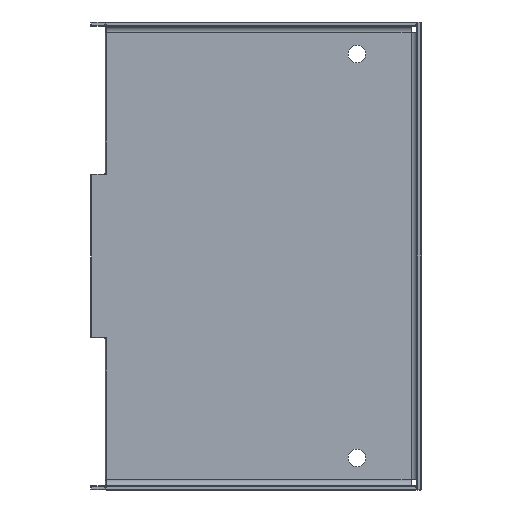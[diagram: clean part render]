
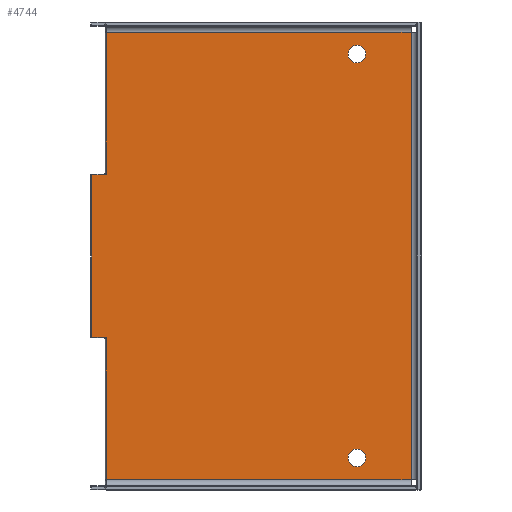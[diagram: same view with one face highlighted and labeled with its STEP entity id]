
A CAD part, front view. The second image highlights one B-rep face of the part: STEP entity #4744.
In plain terms, the highlighted planar face has unit normal (0, -1, 0).
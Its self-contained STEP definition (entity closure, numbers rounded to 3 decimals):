
#43 = VECTOR ( 'NONE', #5241, 1000. ) ;
#186 = CARTESIAN_POINT ( 'NONE',  ( 0.15, -0.75, -38.25 ) ) ;
#251 = LINE ( 'NONE', #4274, #43 ) ;
#439 = DIRECTION ( 'NONE',  ( 0., 0., 1. ) ) ;
#521 = CIRCLE ( 'NONE', #7811, 0.3 ) ;
#662 = AXIS2_PLACEMENT_3D ( 'NONE', #11851, #6164, #439 ) ;
#666 = CARTESIAN_POINT ( 'NONE',  ( -2.5, -0.75, 13.85 ) ) ;
#836 = DIRECTION ( 'NONE',  ( 0., 0., 1. ) ) ;
#904 = VERTEX_POINT ( 'NONE', #4470 ) ;
#905 = AXIS2_PLACEMENT_3D ( 'NONE', #9719, #11632, #5962 ) ;
#1179 = ORIENTED_EDGE ( 'NONE', *, *, #1628, .F. ) ;
#1226 = CARTESIAN_POINT ( 'NONE',  ( 0.15, -0.75, 14. ) ) ;
#1571 = CIRCLE ( 'NONE', #8880, 1.5 ) ;
#1628 = EDGE_CURVE ( 'NONE', #4825, #6757, #1868, .T. ) ;
#1636 = DIRECTION ( 'NONE',  ( -1., 0., 0. ) ) ;
#1710 = CIRCLE ( 'NONE', #7471, 1.5 ) ;
#1721 = EDGE_CURVE ( 'NONE', #10828, #3884, #1710, .T. ) ;
#1821 = VECTOR ( 'NONE', #10234, 1000. ) ;
#1868 = LINE ( 'NONE', #9678, #1821 ) ;
#1913 = CARTESIAN_POINT ( 'NONE',  ( 43., -0.75, -33. ) ) ;
#1948 = AXIS2_PLACEMENT_3D ( 'NONE', #12240, #6556, #836 ) ;
#1991 = EDGE_CURVE ( 'NONE', #12127, #4825, #251, .T. ) ;
#2246 = VERTEX_POINT ( 'NONE', #12397 ) ;
#2478 = CARTESIAN_POINT ( 'NONE',  ( -2.35, -0.75, 13.85 ) ) ;
#2489 = LINE ( 'NONE', #11582, #2549 ) ;
#2495 = VECTOR ( 'NONE', #6465, 1000. ) ;
#2549 = VECTOR ( 'NONE', #10605, 1000. ) ;
#2639 = CARTESIAN_POINT ( 'NONE',  ( 0.15, -0.75, -38.25 ) ) ;
#2676 = LINE ( 'NONE', #666, #7136 ) ;
#2841 = DIRECTION ( 'NONE',  ( 0., -1., 0. ) ) ;
#2877 = CARTESIAN_POINT ( 'NONE',  ( 0.15, -0.75, 38.25 ) ) ;
#3222 = LINE ( 'NONE', #5542, #2495 ) ;
#3270 = EDGE_CURVE ( 'NONE', #904, #2246, #3222, .T. ) ;
#3463 = CARTESIAN_POINT ( 'NONE',  ( 43., -0.75, 36. ) ) ;
#3552 = EDGE_CURVE ( 'NONE', #9606, #4199, #7578, .T. ) ;
#3586 = CARTESIAN_POINT ( 'NONE',  ( -0.15, -0.75, 13.85 ) ) ;
#3818 = ORIENTED_EDGE ( 'NONE', *, *, #6193, .T. ) ;
#3884 = VERTEX_POINT ( 'NONE', #5573 ) ;
#3911 = AXIS2_PLACEMENT_3D ( 'NONE', #8536, #2841, #9482 ) ;
#3915 = ORIENTED_EDGE ( 'NONE', *, *, #3552, .T. ) ;
#3948 = CARTESIAN_POINT ( 'NONE',  ( 43., -0.75, -34.5 ) ) ;
#3997 = EDGE_LOOP ( 'NONE', ( #3818, #3915, #9554, #9996, #8927, #9440, #7914, #8936, #1179, #6550 ) ) ;
#4199 = VERTEX_POINT ( 'NONE', #6182 ) ;
#4274 = CARTESIAN_POINT ( 'NONE',  ( 52.25, -0.75, 38.25 ) ) ;
#4277 = EDGE_LOOP ( 'NONE', ( #6462, #8650 ) ) ;
#4304 = VERTEX_POINT ( 'NONE', #3463 ) ;
#4308 = DIRECTION ( 'NONE',  ( 0., -1., 0. ) ) ;
#4414 = EDGE_CURVE ( 'NONE', #11279, #10549, #2676, .T. ) ;
#4470 = CARTESIAN_POINT ( 'NONE',  ( -2.35, -0.75, -13.85 ) ) ;
#4744 = ADVANCED_FACE ( 'NONE', ( #5741, #11070, #7670 ), #10663, .F. ) ;
#4825 = VERTEX_POINT ( 'NONE', #5078 ) ;
#4903 = DIRECTION ( 'NONE',  ( 0., 0., 1. ) ) ;
#4991 = EDGE_CURVE ( 'NONE', #9561, #4304, #6661, .T. ) ;
#5024 = VECTOR ( 'NONE', #5968, 1000. ) ;
#5078 = CARTESIAN_POINT ( 'NONE',  ( 52.25, -0.75, -38.25 ) ) ;
#5196 = LINE ( 'NONE', #2639, #11710 ) ;
#5241 = DIRECTION ( 'NONE',  ( 0., 0., -1. ) ) ;
#5537 = EDGE_CURVE ( 'NONE', #12361, #6757, #5196, .T. ) ;
#5542 = CARTESIAN_POINT ( 'NONE',  ( 0., -0.75, -13.85 ) ) ;
#5573 = CARTESIAN_POINT ( 'NONE',  ( 43., -0.75, -36. ) ) ;
#5741 = FACE_OUTER_BOUND ( 'NONE', #3997, .T. ) ;
#5962 = DIRECTION ( 'NONE',  ( 0., 0., 1. ) ) ;
#5968 = DIRECTION ( 'NONE',  ( 0., 0., -1. ) ) ;
#6164 = DIRECTION ( 'NONE',  ( 0., 1., 0. ) ) ;
#6182 = CARTESIAN_POINT ( 'NONE',  ( 0.15, -0.75, 14.15 ) ) ;
#6193 = EDGE_CURVE ( 'NONE', #12127, #9606, #2489, .T. ) ;
#6462 = ORIENTED_EDGE ( 'NONE', *, *, #1721, .T. ) ;
#6465 = DIRECTION ( 'NONE',  ( 1., 0., 0. ) ) ;
#6550 = ORIENTED_EDGE ( 'NONE', *, *, #1991, .F. ) ;
#6556 = DIRECTION ( 'NONE',  ( 0., 1., 0. ) ) ;
#6661 = CIRCLE ( 'NONE', #1948, 1.5 ) ;
#6757 = VERTEX_POINT ( 'NONE', #186 ) ;
#7136 = VECTOR ( 'NONE', #1636, 1000. ) ;
#7471 = AXIS2_PLACEMENT_3D ( 'NONE', #7590, #7548, #7507 ) ;
#7507 = DIRECTION ( 'NONE',  ( 0., 0., 1. ) ) ;
#7548 = DIRECTION ( 'NONE',  ( 0., 1., 0. ) ) ;
#7578 = LINE ( 'NONE', #1226, #8469 ) ;
#7590 = CARTESIAN_POINT ( 'NONE',  ( 43., -0.75, -34.5 ) ) ;
#7670 = FACE_BOUND ( 'NONE', #4277, .T. ) ;
#7811 = AXIS2_PLACEMENT_3D ( 'NONE', #9992, #4308, #10946 ) ;
#7914 = ORIENTED_EDGE ( 'NONE', *, *, #8793, .F. ) ;
#8469 = VECTOR ( 'NONE', #8855, 1000. ) ;
#8536 = CARTESIAN_POINT ( 'NONE',  ( -0.15, -0.75, 14.15 ) ) ;
#8630 = CARTESIAN_POINT ( 'NONE',  ( 52.25, -0.75, 38.25 ) ) ;
#8650 = ORIENTED_EDGE ( 'NONE', *, *, #10883, .T. ) ;
#8793 = EDGE_CURVE ( 'NONE', #12361, #2246, #521, .T. ) ;
#8855 = DIRECTION ( 'NONE',  ( 0., 0., -1. ) ) ;
#8880 = AXIS2_PLACEMENT_3D ( 'NONE', #3948, #10563, #4903 ) ;
#8922 = CARTESIAN_POINT ( 'NONE',  ( -2.35, -0.75, -14. ) ) ;
#8927 = ORIENTED_EDGE ( 'NONE', *, *, #11564, .T. ) ;
#8936 = ORIENTED_EDGE ( 'NONE', *, *, #5537, .T. ) ;
#9393 = CARTESIAN_POINT ( 'NONE',  ( 43., -0.75, 33. ) ) ;
#9440 = ORIENTED_EDGE ( 'NONE', *, *, #3270, .T. ) ;
#9465 = CIRCLE ( 'NONE', #3911, 0.3 ) ;
#9482 = DIRECTION ( 'NONE',  ( 0., 0., 1. ) ) ;
#9554 = ORIENTED_EDGE ( 'NONE', *, *, #9577, .F. ) ;
#9561 = VERTEX_POINT ( 'NONE', #9393 ) ;
#9577 = EDGE_CURVE ( 'NONE', #11279, #4199, #9465, .T. ) ;
#9606 = VERTEX_POINT ( 'NONE', #2877 ) ;
#9678 = CARTESIAN_POINT ( 'NONE',  ( 53.25, -0.75, -38.25 ) ) ;
#9719 = CARTESIAN_POINT ( 'NONE',  ( 53.25, -0.75, 40. ) ) ;
#9992 = CARTESIAN_POINT ( 'NONE',  ( -0.15, -0.75, -14.15 ) ) ;
#9996 = ORIENTED_EDGE ( 'NONE', *, *, #4414, .T. ) ;
#10199 = DIRECTION ( 'NONE',  ( 0., 0., -1. ) ) ;
#10234 = DIRECTION ( 'NONE',  ( -1., 0., 0. ) ) ;
#10549 = VERTEX_POINT ( 'NONE', #2478 ) ;
#10563 = DIRECTION ( 'NONE',  ( 0., 1., 0. ) ) ;
#10605 = DIRECTION ( 'NONE',  ( -1., 0., 0. ) ) ;
#10613 = CIRCLE ( 'NONE', #662, 1.5 ) ;
#10663 = PLANE ( 'NONE',  #905 ) ;
#10828 = VERTEX_POINT ( 'NONE', #1913 ) ;
#10883 = EDGE_CURVE ( 'NONE', #3884, #10828, #1571, .T. ) ;
#10909 = ORIENTED_EDGE ( 'NONE', *, *, #4991, .T. ) ;
#10946 = DIRECTION ( 'NONE',  ( 0., 0., 1. ) ) ;
#11070 = FACE_BOUND ( 'NONE', #11381, .T. ) ;
#11279 = VERTEX_POINT ( 'NONE', #3586 ) ;
#11381 = EDGE_LOOP ( 'NONE', ( #11842, #10909 ) ) ;
#11564 = EDGE_CURVE ( 'NONE', #10549, #904, #11801, .T. ) ;
#11582 = CARTESIAN_POINT ( 'NONE',  ( 53.25, -0.75, 38.25 ) ) ;
#11632 = DIRECTION ( 'NONE',  ( 0., 1., 0. ) ) ;
#11710 = VECTOR ( 'NONE', #10199, 1000. ) ;
#11801 = LINE ( 'NONE', #8922, #5024 ) ;
#11803 = CARTESIAN_POINT ( 'NONE',  ( 0.15, -0.75, -14.15 ) ) ;
#11842 = ORIENTED_EDGE ( 'NONE', *, *, #12370, .T. ) ;
#11851 = CARTESIAN_POINT ( 'NONE',  ( 43., -0.75, 34.5 ) ) ;
#12127 = VERTEX_POINT ( 'NONE', #8630 ) ;
#12240 = CARTESIAN_POINT ( 'NONE',  ( 43., -0.75, 34.5 ) ) ;
#12361 = VERTEX_POINT ( 'NONE', #11803 ) ;
#12370 = EDGE_CURVE ( 'NONE', #4304, #9561, #10613, .T. ) ;
#12397 = CARTESIAN_POINT ( 'NONE',  ( -0.15, -0.75, -13.85 ) ) ;
